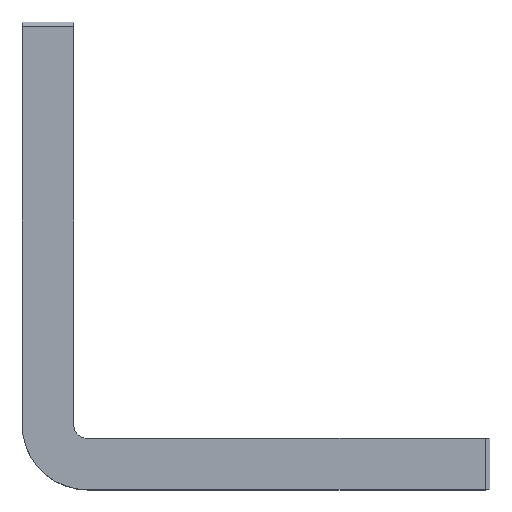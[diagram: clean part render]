
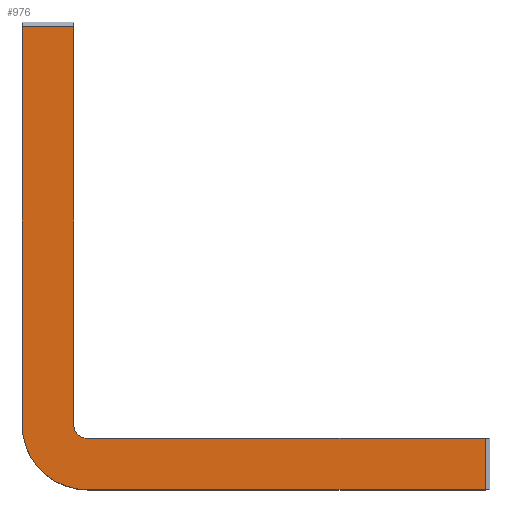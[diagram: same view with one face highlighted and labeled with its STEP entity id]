
A CAD part, top view. The second image highlights one B-rep face of the part: STEP entity #976.
In plain terms, the highlighted planar face has unit normal (0, 0, 1).
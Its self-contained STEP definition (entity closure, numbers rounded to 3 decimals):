
#11 = VECTOR ( 'NONE', #674, 1000. ) ;
#12 = AXIS2_PLACEMENT_3D ( 'NONE', #814, #350, #715 ) ;
#43 = VERTEX_POINT ( 'NONE', #84 ) ;
#55 = ORIENTED_EDGE ( 'NONE', *, *, #721, .T. ) ;
#62 = EDGE_LOOP ( 'NONE', ( #782, #893, #680, #364, #1067, #212, #55, #342 ) ) ;
#70 = DIRECTION ( 'NONE',  ( -1., 0., 0. ) ) ;
#80 = CIRCLE ( 'NONE', #223, 1.5 ) ;
#84 = CARTESIAN_POINT ( 'NONE',  ( 5.5, 49.5, 4.75 ) ) ;
#100 = FACE_OUTER_BOUND ( 'NONE', #62, .T. ) ;
#102 = DIRECTION ( 'NONE',  ( 0., 1., 0. ) ) ;
#111 = DIRECTION ( 'NONE',  ( 0., 0., -1. ) ) ;
#117 = LINE ( 'NONE', #205, #352 ) ;
#121 = EDGE_CURVE ( 'NONE', #731, #308, #125, .T. ) ;
#125 = CIRCLE ( 'NONE', #696, 7. ) ;
#146 = CARTESIAN_POINT ( 'NONE',  ( 50., 5.5, 4.75 ) ) ;
#156 = LINE ( 'NONE', #146, #299 ) ;
#179 = CARTESIAN_POINT ( 'NONE',  ( 7., 7., 4.75 ) ) ;
#185 = VECTOR ( 'NONE', #102, 1000. ) ;
#205 = CARTESIAN_POINT ( 'NONE',  ( 5.5, 7., 4.75 ) ) ;
#212 = ORIENTED_EDGE ( 'NONE', *, *, #1149, .T. ) ;
#218 = CARTESIAN_POINT ( 'NONE',  ( 7., 0., 4.75 ) ) ;
#223 = AXIS2_PLACEMENT_3D ( 'NONE', #460, #111, #952 ) ;
#224 = VERTEX_POINT ( 'NONE', #686 ) ;
#225 = LINE ( 'NONE', #494, #259 ) ;
#254 = VERTEX_POINT ( 'NONE', #490 ) ;
#259 = VECTOR ( 'NONE', #706, 1000. ) ;
#277 = LINE ( 'NONE', #1032, #185 ) ;
#286 = DIRECTION ( 'NONE',  ( 1., 0., 0. ) ) ;
#299 = VECTOR ( 'NONE', #70, 1000. ) ;
#308 = VERTEX_POINT ( 'NONE', #218 ) ;
#342 = ORIENTED_EDGE ( 'NONE', *, *, #121, .T. ) ;
#350 = DIRECTION ( 'NONE',  ( 0., 0., 1. ) ) ;
#352 = VECTOR ( 'NONE', #1125, 1000. ) ;
#364 = ORIENTED_EDGE ( 'NONE', *, *, #1016, .T. ) ;
#379 = CARTESIAN_POINT ( 'NONE',  ( 7., 0., 4.75 ) ) ;
#404 = CARTESIAN_POINT ( 'NONE',  ( 0., 50., 4.75 ) ) ;
#435 = EDGE_CURVE ( 'NONE', #254, #498, #156, .T. ) ;
#455 = PLANE ( 'NONE',  #12 ) ;
#460 = CARTESIAN_POINT ( 'NONE',  ( 7., 7., 4.75 ) ) ;
#469 = VERTEX_POINT ( 'NONE', #1166 ) ;
#490 = CARTESIAN_POINT ( 'NONE',  ( 49.5, 5.5, 4.75 ) ) ;
#494 = CARTESIAN_POINT ( 'NONE',  ( 0., 49.5, 4.75 ) ) ;
#498 = VERTEX_POINT ( 'NONE', #1082 ) ;
#556 = LINE ( 'NONE', #379, #603 ) ;
#558 = EDGE_CURVE ( 'NONE', #469, #254, #277, .T. ) ;
#572 = VERTEX_POINT ( 'NONE', #844 ) ;
#603 = VECTOR ( 'NONE', #857, 1000. ) ;
#674 = DIRECTION ( 'NONE',  ( 0., -1., 0. ) ) ;
#680 = ORIENTED_EDGE ( 'NONE', *, *, #435, .T. ) ;
#686 = CARTESIAN_POINT ( 'NONE',  ( 0., 49.5, 4.75 ) ) ;
#696 = AXIS2_PLACEMENT_3D ( 'NONE', #179, #1193, #286 ) ;
#706 = DIRECTION ( 'NONE',  ( -1., 0., 0. ) ) ;
#715 = DIRECTION ( 'NONE',  ( 1., 0., 0. ) ) ;
#721 = EDGE_CURVE ( 'NONE', #224, #731, #785, .T. ) ;
#731 = VERTEX_POINT ( 'NONE', #1150 ) ;
#782 = ORIENTED_EDGE ( 'NONE', *, *, #1075, .T. ) ;
#785 = LINE ( 'NONE', #404, #11 ) ;
#814 = CARTESIAN_POINT ( 'NONE',  ( 7., 7., 4.75 ) ) ;
#844 = CARTESIAN_POINT ( 'NONE',  ( 5.5, 7., 4.75 ) ) ;
#857 = DIRECTION ( 'NONE',  ( 1., 0., 0. ) ) ;
#893 = ORIENTED_EDGE ( 'NONE', *, *, #558, .T. ) ;
#952 = DIRECTION ( 'NONE',  ( -1., 0., 0. ) ) ;
#976 = ADVANCED_FACE ( 'NONE', ( #100 ), #455, .T. ) ;
#1016 = EDGE_CURVE ( 'NONE', #498, #572, #80, .T. ) ;
#1032 = CARTESIAN_POINT ( 'NONE',  ( 49.5, 5.5, 4.75 ) ) ;
#1067 = ORIENTED_EDGE ( 'NONE', *, *, #1109, .T. ) ;
#1075 = EDGE_CURVE ( 'NONE', #308, #469, #556, .T. ) ;
#1082 = CARTESIAN_POINT ( 'NONE',  ( 7., 5.5, 4.75 ) ) ;
#1109 = EDGE_CURVE ( 'NONE', #572, #43, #117, .T. ) ;
#1125 = DIRECTION ( 'NONE',  ( 0., 1., 0. ) ) ;
#1149 = EDGE_CURVE ( 'NONE', #43, #224, #225, .T. ) ;
#1150 = CARTESIAN_POINT ( 'NONE',  ( 0., 7., 4.75 ) ) ;
#1166 = CARTESIAN_POINT ( 'NONE',  ( 49.5, 0., 4.75 ) ) ;
#1193 = DIRECTION ( 'NONE',  ( 0., 0., 1. ) ) ;
